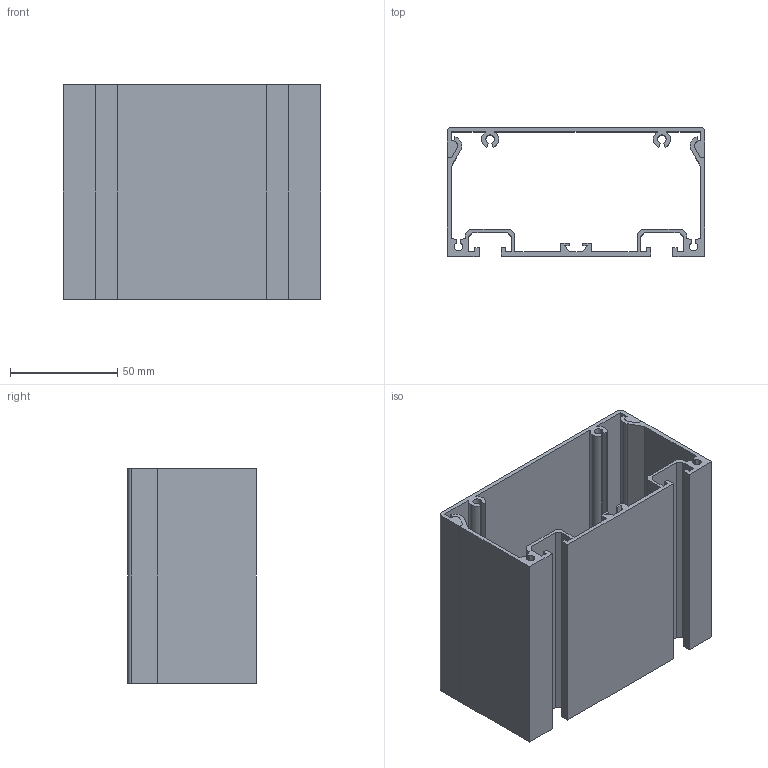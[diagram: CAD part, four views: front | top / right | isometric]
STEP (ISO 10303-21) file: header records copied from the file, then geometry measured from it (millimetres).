
FILE_DESCRIPTION (( 'STEP AP214' ), '1' );
FILE_NAME ('CC6012 Ïðîôèëü êàáåëü-êàíàëà 60õ120 (Àí. ñåðåáðî).STEP', '2026-03-09T17:31:05', ( '' ), ( '' ), 'SwSTEP 2.0', 'SolidWorks 2026', '' );
FILE_SCHEMA (( 'AUTOMOTIVE_DESIGN' ));
Length unit declared in the file: millimetre
Products named in the file (3): Алюм. кабель 60х120_00; CC6012 Профиль кабель-канала 60х120 (Ан. серебро); Алюм. кабель, крышка 60х120_00
Assembly tree (2 placements, depth 2):
  CC6012 Профиль кабель-канала 60х120 (Ан. серебро)
    Алюм. кабель 60х120_00
    Алюм. кабель, крышка 60х120_00
Bounding box: 120 x 60 x 100 mm (x, y, z)
Volume: 101542.6 mm3; surface area: 99161.1 mm2
Topology: 2 solids, 2 shells, 130 faces, 378 edges, 252 vertices
Faces by surface type: plane 96, cylinder 34
Entity records: 4358 total; most frequent: CARTESIAN_POINT 765, ORIENTED_EDGE 756, DIRECTION 716, EDGE_CURVE 378, LINE 310, VECTOR 310, VERTEX_POINT 252, AXIS2_PLACEMENT_3D 203
